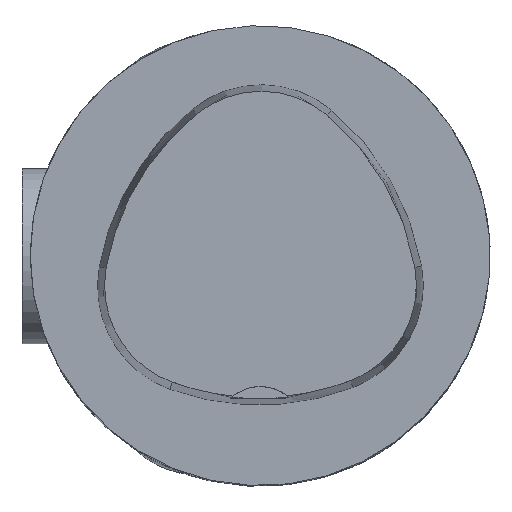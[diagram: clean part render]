
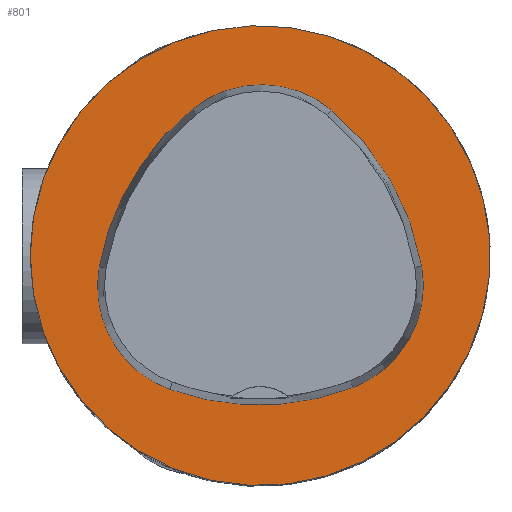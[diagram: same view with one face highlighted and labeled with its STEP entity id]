
A CAD part, top view. The second image highlights one B-rep face of the part: STEP entity #801.
In plain terms, the highlighted planar face has unit normal (0, 0, 1).
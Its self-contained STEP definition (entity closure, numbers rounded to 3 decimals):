
#445=PLANE('',#5689);
#721=FACE_BOUND('',#1444,.T.);
#722=FACE_BOUND('',#1445,.T.);
#801=ADVANCED_FACE('',(#721,#722),#445,.T.);
#1444=EDGE_LOOP('',(#2639,#2640,#2641,#2642,#2643,#2644));
#1445=EDGE_LOOP('',(#2645));
#2639=ORIENTED_EDGE('',*,*,#4743,.T.);
#2640=ORIENTED_EDGE('',*,*,#4723,.T.);
#2641=ORIENTED_EDGE('',*,*,#4727,.T.);
#2642=ORIENTED_EDGE('',*,*,#4730,.T.);
#2643=ORIENTED_EDGE('',*,*,#4733,.T.);
#2644=ORIENTED_EDGE('',*,*,#4741,.T.);
#2645=ORIENTED_EDGE('',*,*,#4714,.F.);
#4141=VERTEX_POINT('',#7845);
#4150=VERTEX_POINT('',#7865);
#4151=VERTEX_POINT('',#7866);
#4154=VERTEX_POINT('',#7874);
#4156=VERTEX_POINT('',#7880);
#4158=VERTEX_POINT('',#7886);
#4165=VERTEX_POINT('',#7907);
#4714=EDGE_CURVE('',#4141,#4141,#5448,.T.);
#4723=EDGE_CURVE('',#4150,#4151,#5449,.T.);
#4727=EDGE_CURVE('',#4151,#4154,#5451,.T.);
#4730=EDGE_CURVE('',#4154,#4156,#5453,.T.);
#4733=EDGE_CURVE('',#4156,#4158,#5455,.T.);
#4741=EDGE_CURVE('',#4158,#4165,#5459,.T.);
#4743=EDGE_CURVE('',#4165,#4150,#5461,.T.);
#5448=CIRCLE('',#5660,31.5);
#5449=CIRCLE('',#5667,36.);
#5451=CIRCLE('',#5670,15.);
#5453=CIRCLE('',#5673,36.);
#5455=CIRCLE('',#5676,15.);
#5459=CIRCLE('',#5681,36.);
#5461=CIRCLE('',#5684,15.);
#5660=AXIS2_PLACEMENT_3D('',#7844,#6314,#6315);
#5667=AXIS2_PLACEMENT_3D('',#7864,#6332,#6333);
#5670=AXIS2_PLACEMENT_3D('',#7873,#6340,#6341);
#5673=AXIS2_PLACEMENT_3D('',#7879,#6347,#6348);
#5676=AXIS2_PLACEMENT_3D('',#7885,#6354,#6355);
#5681=AXIS2_PLACEMENT_3D('',#7908,#6366,#6367);
#5684=AXIS2_PLACEMENT_3D('',#7911,#6372,#6373);
#5689=AXIS2_PLACEMENT_3D('',#7916,#6382,#6383);
#6314=DIRECTION('',(0.,0.,-1.));
#6315=DIRECTION('',(-1.,0.,0.));
#6332=DIRECTION('',(0.,0.,-1.));
#6333=DIRECTION('',(-1.,0.,0.));
#6340=DIRECTION('',(0.,0.,-1.));
#6341=DIRECTION('',(-1.,0.,0.));
#6347=DIRECTION('',(0.,0.,-1.));
#6348=DIRECTION('',(-1.,0.,0.));
#6354=DIRECTION('',(0.,0.,-1.));
#6355=DIRECTION('',(-1.,0.,0.));
#6366=DIRECTION('',(0.,0.,-1.));
#6367=DIRECTION('',(-1.,0.,0.));
#6372=DIRECTION('',(0.,0.,-1.));
#6373=DIRECTION('',(-1.,0.,0.));
#6382=DIRECTION('',(0.,0.,1.));
#6383=DIRECTION('',(1.,0.,0.));
#7844=CARTESIAN_POINT('',(0.,0.,0.));
#7845=CARTESIAN_POINT('',(-31.5,0.,0.));
#7864=CARTESIAN_POINT('',(13.398,-7.893,0.));
#7865=CARTESIAN_POINT('',(-22.041,-1.562,0.));
#7866=CARTESIAN_POINT('',(-9.317,20.036,0.));
#7873=CARTESIAN_POINT('',(0.148,8.399,0.));
#7874=CARTESIAN_POINT('',(9.779,19.898,0.));
#7879=CARTESIAN_POINT('',(-13.337,-7.7,0.));
#7880=CARTESIAN_POINT('',(22.122,-1.48,0.));
#7885=CARTESIAN_POINT('',(7.347,-4.071,0.));
#7886=CARTESIAN_POINT('',(12.693,-18.087,0.));
#7907=CARTESIAN_POINT('',(-12.373,-18.307,0.));
#7908=CARTESIAN_POINT('',(-0.137,15.55,0.));
#7911=CARTESIAN_POINT('',(-7.275,-4.2,0.));
#7916=CARTESIAN_POINT('',(0.,0.,0.));
